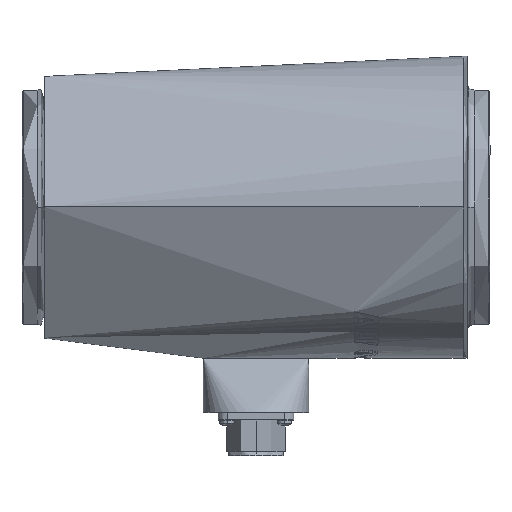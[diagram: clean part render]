
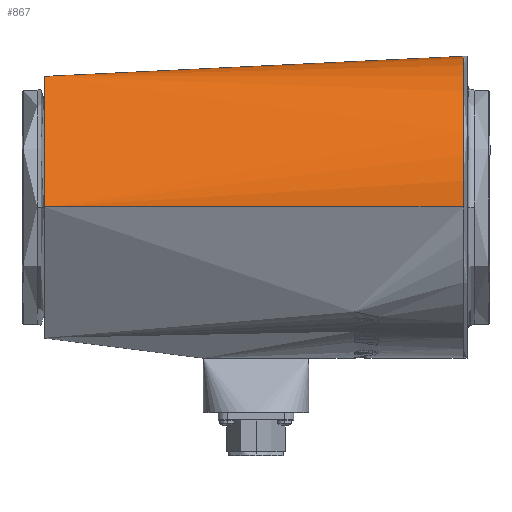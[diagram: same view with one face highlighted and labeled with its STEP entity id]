
A CAD part, top view. The second image highlights one B-rep face of the part: STEP entity #867.
In plain terms, the highlighted cylindrical face has radius 64.5 mm (diameter 129 mm), a partial arc.
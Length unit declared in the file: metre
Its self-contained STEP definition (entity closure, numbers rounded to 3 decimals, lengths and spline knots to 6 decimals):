
#867=ADVANCED_FACE('0:8269',(#1871),#1872,.T.);
#1871=FACE_OUTER_BOUND('',#2991,.T.);
#1872=CYLINDRICAL_SURFACE('',#2992,0.0645);
#2991=EDGE_LOOP('',(#5682,#5683,#5684,#5685));
#2992=AXIS2_PLACEMENT_3D('',#5686,#5687,#5688);
#5682=ORIENTED_EDGE('',*,*,#6874,.T.);
#5683=ORIENTED_EDGE('',*,*,#7816,.T.);
#5684=ORIENTED_EDGE('',*,*,#6876,.T.);
#5685=ORIENTED_EDGE('',*,*,#7817,.T.);
#5686=CARTESIAN_POINT('',(0.238049,0.195945,0.01));
#5687=DIRECTION('',(1.0,0.,0.));
#5688=DIRECTION('',(0.,0.,-1.0));
#6874=EDGE_CURVE('',#8369,#8370,#8371,.T.);
#6876=EDGE_CURVE('',#8374,#8372,#8375,.T.);
#7816=EDGE_CURVE('',#8370,#8374,#9778,.T.);
#7817=EDGE_CURVE('0:8794',#8372,#8369,#9779,.T.);
#8369=VERTEX_POINT('',#11530);
#8370=VERTEX_POINT('',#11531);
#8371=LINE('',#11532,#11533);
#8372=VERTEX_POINT('',#11534);
#8374=VERTEX_POINT('',#11536);
#8375=LINE('',#11537,#11538);
#9778=CIRCLE('',#14481,0.0645);
#9779=CIRCLE('',#14482,0.0645);
#11530=CARTESIAN_POINT('',(0.238049,0.195945,-0.0545));
#11531=CARTESIAN_POINT('',(0.059049,0.195945,-0.0545));
#11532=CARTESIAN_POINT('',(0.238049,0.195945,-0.0545));
#11533=VECTOR('',#15048,1.0);
#11534=CARTESIAN_POINT('',(0.238049,0.195945,0.0745));
#11536=CARTESIAN_POINT('',(0.059049,0.195945,0.0745));
#11537=CARTESIAN_POINT('',(0.238049,0.195945,0.0745));
#11538=VECTOR('',#15052,1.0);
#14481=AXIS2_PLACEMENT_3D('',#16322,#16323,#16324);
#14482=AXIS2_PLACEMENT_3D('',#16325,#16326,#16327);
#15048=DIRECTION('',(-1.0,0.,0.));
#15052=DIRECTION('',(1.0,0.,0.));
#16322=CARTESIAN_POINT('',(0.059049,0.195945,0.01));
#16323=DIRECTION('',(1.0,0.,0.));
#16324=DIRECTION('',(0.,0.,-1.0));
#16325=CARTESIAN_POINT('',(0.238049,0.195945,0.01));
#16326=DIRECTION('',(-1.0,0.,0.));
#16327=DIRECTION('',(0.,0.,-1.0));
